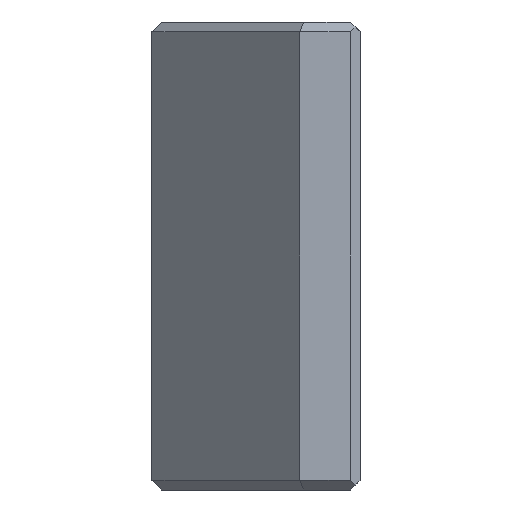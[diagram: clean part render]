
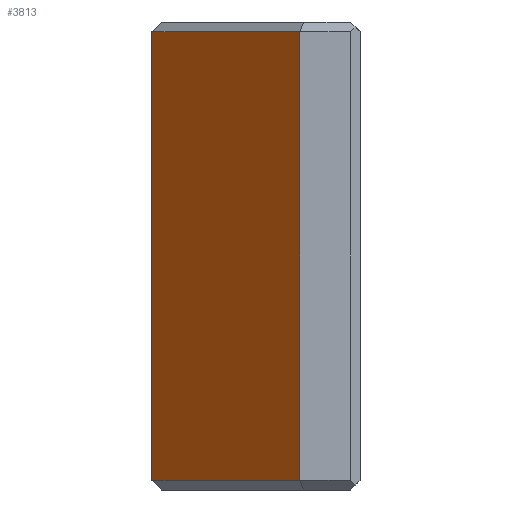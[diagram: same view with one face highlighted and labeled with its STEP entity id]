
A CAD part, left-side view. The second image highlights one B-rep face of the part: STEP entity #3813.
In plain terms, the highlighted planar face has unit normal (-0.707, 0.707, 0).
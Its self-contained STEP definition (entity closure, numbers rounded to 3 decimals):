
#373 = PLANE('',#374);
#374 = AXIS2_PLACEMENT_3D('',#375,#376,#377);
#375 = CARTESIAN_POINT('',(80.,8.5,-9.5));
#376 = DIRECTION('',(0.,1.,0.));
#377 = DIRECTION('',(0.,0.,1.));
#674 = PLANE('',#675);
#675 = AXIS2_PLACEMENT_3D('',#676,#677,#678);
#676 = CARTESIAN_POINT('',(6.141,8.359,-9.3));
#677 = DIRECTION('',(-0.5,0.5,-0.707));
#678 = DIRECTION('',(0.707,0.707,-0.));
#1475 = VERTEX_POINT('',#1476);
#1476 = CARTESIAN_POINT('',(6.,8.5,-9.1));
#1497 = EDGE_CURVE('',#1475,#1498,#1500,.T.);
#1498 = VERTEX_POINT('',#1499);
#1499 = CARTESIAN_POINT('',(6.,8.5,9.1));
#1500 = SURFACE_CURVE('',#1501,(#1505,#1512),.PCURVE_S1.);
#1501 = LINE('',#1502,#1503);
#1502 = CARTESIAN_POINT('',(6.,8.5,-9.5));
#1503 = VECTOR('',#1504,1.);
#1504 = DIRECTION('',(0.,0.,1.));
#1505 = PCURVE('',#373,#1506);
#1506 = DEFINITIONAL_REPRESENTATION('',(#1507),#1511);
#1507 = LINE('',#1508,#1509);
#1508 = CARTESIAN_POINT('',(0.,-74.));
#1509 = VECTOR('',#1510,1.);
#1510 = DIRECTION('',(1.,0.));
#1511 = ( GEOMETRIC_REPRESENTATION_CONTEXT(2) 
PARAMETRIC_REPRESENTATION_CONTEXT() REPRESENTATION_CONTEXT('2D SPACE',''
  ) );
#1512 = PCURVE('',#1513,#1518);
#1513 = PLANE('',#1514);
#1514 = AXIS2_PLACEMENT_3D('',#1515,#1516,#1517);
#1515 = CARTESIAN_POINT('',(3.,5.5,-9.5));
#1516 = DIRECTION('',(0.707,-0.707,0.));
#1517 = DIRECTION('',(0.,0.,1.));
#1518 = DEFINITIONAL_REPRESENTATION('',(#1519),#1523);
#1519 = LINE('',#1520,#1521);
#1520 = CARTESIAN_POINT('',(0.,-4.243));
#1521 = VECTOR('',#1522,1.);
#1522 = DIRECTION('',(1.,0.));
#1523 = ( GEOMETRIC_REPRESENTATION_CONTEXT(2) 
PARAMETRIC_REPRESENTATION_CONTEXT() REPRESENTATION_CONTEXT('2D SPACE',''
  ) );
#1712 = PLANE('',#1713);
#1713 = AXIS2_PLACEMENT_3D('',#1714,#1715,#1716);
#1714 = CARTESIAN_POINT('',(6.141,8.359,9.3));
#1715 = DIRECTION('',(0.5,-0.5,-0.707));
#1716 = DIRECTION('',(-0.707,-0.707,
    0.));
#2207 = EDGE_CURVE('',#1475,#2208,#2210,.T.);
#2208 = VERTEX_POINT('',#2209);
#2209 = CARTESIAN_POINT('',(0.,2.5,-9.1));
#2210 = SURFACE_CURVE('',#2211,(#2215,#2222),.PCURVE_S1.);
#2211 = LINE('',#2212,#2213);
#2212 = CARTESIAN_POINT('',(6.,8.5,-9.1));
#2213 = VECTOR('',#2214,1.);
#2214 = DIRECTION('',(-0.707,-0.707,0.));
#2215 = PCURVE('',#674,#2216);
#2216 = DEFINITIONAL_REPRESENTATION('',(#2217),#2221);
#2217 = LINE('',#2218,#2219);
#2218 = CARTESIAN_POINT('',(-0.,-0.283));
#2219 = VECTOR('',#2220,1.);
#2220 = DIRECTION('',(-1.,0.));
#2221 = ( GEOMETRIC_REPRESENTATION_CONTEXT(2) 
PARAMETRIC_REPRESENTATION_CONTEXT() REPRESENTATION_CONTEXT('2D SPACE',''
  ) );
#2222 = PCURVE('',#1513,#2223);
#2223 = DEFINITIONAL_REPRESENTATION('',(#2224),#2228);
#2224 = LINE('',#2225,#2226);
#2225 = CARTESIAN_POINT('',(0.4,-4.243));
#2226 = VECTOR('',#2227,1.);
#2227 = DIRECTION('',(0.,1.));
#2228 = ( GEOMETRIC_REPRESENTATION_CONTEXT(2) 
PARAMETRIC_REPRESENTATION_CONTEXT() REPRESENTATION_CONTEXT('2D SPACE',''
  ) );
#2320 = PLANE('',#2321);
#2321 = AXIS2_PLACEMENT_3D('',#2322,#2323,#2324);
#2322 = CARTESIAN_POINT('',(0.,-8.25,-9.5));
#2323 = DIRECTION('',(1.,0.,0.));
#2324 = DIRECTION('',(0.,0.,1.));
#3813 = ADVANCED_FACE('',(#3814),#1513,.F.);
#3814 = FACE_BOUND('',#3815,.F.);
#3815 = EDGE_LOOP('',(#3816,#3817,#3840,#3861));
#3816 = ORIENTED_EDGE('',*,*,#1497,.T.);
#3817 = ORIENTED_EDGE('',*,*,#3818,.T.);
#3818 = EDGE_CURVE('',#1498,#3819,#3821,.T.);
#3819 = VERTEX_POINT('',#3820);
#3820 = CARTESIAN_POINT('',(0.,2.5,9.1));
#3821 = SURFACE_CURVE('',#3822,(#3826,#3833),.PCURVE_S1.);
#3822 = LINE('',#3823,#3824);
#3823 = CARTESIAN_POINT('',(6.,8.5,9.1));
#3824 = VECTOR('',#3825,1.);
#3825 = DIRECTION('',(-0.707,-0.707,0.));
#3826 = PCURVE('',#1513,#3827);
#3827 = DEFINITIONAL_REPRESENTATION('',(#3828),#3832);
#3828 = LINE('',#3829,#3830);
#3829 = CARTESIAN_POINT('',(18.6,-4.243));
#3830 = VECTOR('',#3831,1.);
#3831 = DIRECTION('',(0.,1.));
#3832 = ( GEOMETRIC_REPRESENTATION_CONTEXT(2) 
PARAMETRIC_REPRESENTATION_CONTEXT() REPRESENTATION_CONTEXT('2D SPACE',''
  ) );
#3833 = PCURVE('',#1712,#3834);
#3834 = DEFINITIONAL_REPRESENTATION('',(#3835),#3839);
#3835 = LINE('',#3836,#3837);
#3836 = CARTESIAN_POINT('',(0.,0.283));
#3837 = VECTOR('',#3838,1.);
#3838 = DIRECTION('',(1.,0.));
#3839 = ( GEOMETRIC_REPRESENTATION_CONTEXT(2) 
PARAMETRIC_REPRESENTATION_CONTEXT() REPRESENTATION_CONTEXT('2D SPACE',''
  ) );
#3840 = ORIENTED_EDGE('',*,*,#3841,.F.);
#3841 = EDGE_CURVE('',#2208,#3819,#3842,.T.);
#3842 = SURFACE_CURVE('',#3843,(#3847,#3854),.PCURVE_S1.);
#3843 = LINE('',#3844,#3845);
#3844 = CARTESIAN_POINT('',(0.,2.5,-9.5));
#3845 = VECTOR('',#3846,1.);
#3846 = DIRECTION('',(0.,0.,1.));
#3847 = PCURVE('',#1513,#3848);
#3848 = DEFINITIONAL_REPRESENTATION('',(#3849),#3853);
#3849 = LINE('',#3850,#3851);
#3850 = CARTESIAN_POINT('',(0.,4.243));
#3851 = VECTOR('',#3852,1.);
#3852 = DIRECTION('',(1.,0.));
#3853 = ( GEOMETRIC_REPRESENTATION_CONTEXT(2) 
PARAMETRIC_REPRESENTATION_CONTEXT() REPRESENTATION_CONTEXT('2D SPACE',''
  ) );
#3854 = PCURVE('',#2320,#3855);
#3855 = DEFINITIONAL_REPRESENTATION('',(#3856),#3860);
#3856 = LINE('',#3857,#3858);
#3857 = CARTESIAN_POINT('',(0.,-10.75));
#3858 = VECTOR('',#3859,1.);
#3859 = DIRECTION('',(1.,0.));
#3860 = ( GEOMETRIC_REPRESENTATION_CONTEXT(2) 
PARAMETRIC_REPRESENTATION_CONTEXT() REPRESENTATION_CONTEXT('2D SPACE',''
  ) );
#3861 = ORIENTED_EDGE('',*,*,#2207,.F.);
